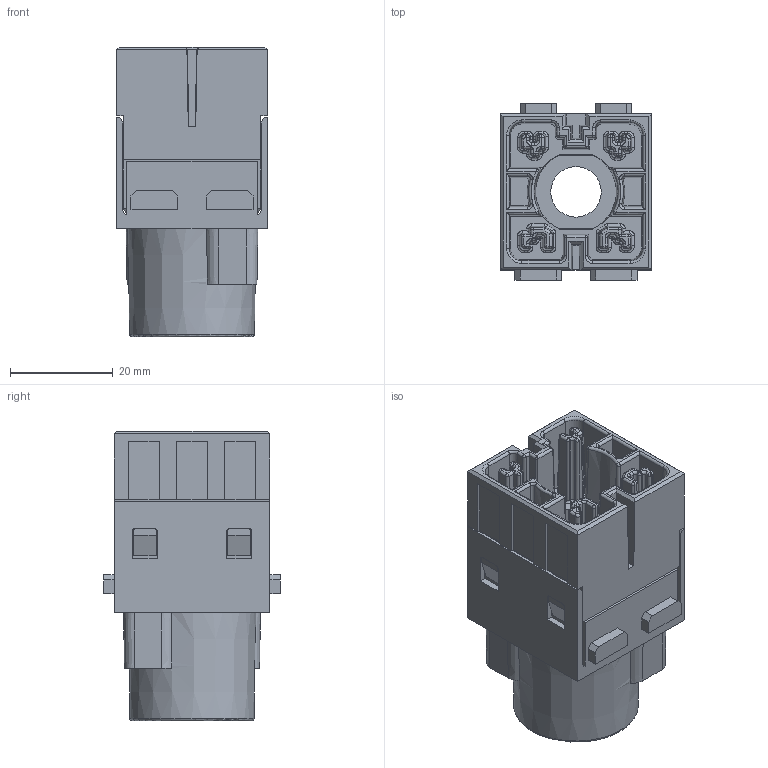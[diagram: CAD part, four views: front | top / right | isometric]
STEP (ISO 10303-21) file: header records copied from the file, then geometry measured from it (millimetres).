
FILE_DESCRIPTION(/* description */ (''),/* implementation_level */ '2;1');
FILE_NAME(/* name */ '3D_1290010100510_H2MK300-001-MC_V1.0_stp.stp',/* time_stamp */ '2023-03-23T17:05:43+08:00',/* author */ (''),/* organization */ (''),/* preprocessor_version */ 'ST-DEVELOPER v18.1',/* originating_system */ 'SIEMENS PLM Software NX 1980',/* authorisation */ '');
FILE_SCHEMA (('AP203_CONFIGURATION_CONTROLLED_3D_DESIGN_OF_MECHANICAL_PARTS_AND_ASSEMBLIES_MIM_LF { 1 0 10303 403 2 1 2}'));
Length unit declared in the file: millimetre
Products named in the file (1): ylga10049908y7uk
Bounding box: 29.3 x 34.2 x 56.3 mm (x, y, z)
Volume: 17516 mm3; surface area: 20993.5 mm2
Topology: 1 solids, 1 shells, 741 faces, 1879 edges, 1099 vertices
Faces by surface type: plane 319, cylinder 239, torus 85, sphere 51, cone 32, bspline 15
Full cylindrical faces by diameter (mm): 9.8 x1, 18.2 x1, 21.2 x1, 22.3 x1
Entity records: 27193 total; most frequent: CARTESIAN_POINT 5159, ORIENTED_EDGE 3624, DIRECTION 3232, EDGE_CURVE 1812, VERTEX_POINT 1096, LINE 1080, VECTOR 1080, AXIS2_PLACEMENT_3D 1076
